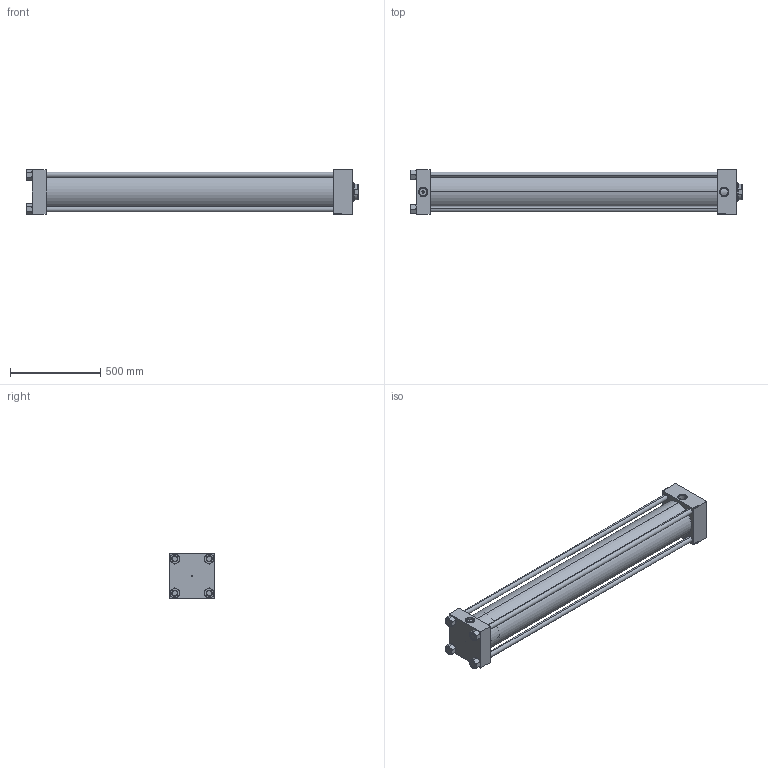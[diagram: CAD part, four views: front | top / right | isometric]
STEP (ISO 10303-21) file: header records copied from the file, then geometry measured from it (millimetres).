
FILE_DESCRIPTION (( 'STEP AP203' ), '1' );
FILE_NAME ('fbb7.STEP', '2023-08-23T03:15:18', ( '' ), ( '' ), 'SwSTEP 2.0', 'SolidWorks 2019', '' );
FILE_SCHEMA (( 'CONFIG_CONTROL_DESIGN' ));
Length unit declared in the file: millimetre
Products named in the file (6): NUT_M5_C f54216da4f2149c71e2514220ad857fb; V215_VC_A f54216da4f2149c71e2514220ad857fb; V215CR_C_Body f54216da4f2149c71e2514220ad857fb; fbb7; V215CR_VCP_C f54216da4f2149c71e2514220ad857fb; V215CR_C_TYCINKA f54216da4f2149c71e2514220ad857fb
Assembly tree (11 placements, depth 2):
  fbb7
    V215CR_C_Body f54216da4f2149c71e2514220ad857fb
    V215CR_VCP_C f54216da4f2149c71e2514220ad857fb
    NUT_M5_C f54216da4f2149c71e2514220ad857fb  x4
    V215CR_C_TYCINKA f54216da4f2149c71e2514220ad857fb  x4
    V215_VC_A f54216da4f2149c71e2514220ad857fb
Bounding box: 1836 x 245 x 249.44 mm (x, y, z)
Volume: 29873672.7 mm3; surface area: 3903462 mm2
Topology: 11 solids, 11 shells, 1196 faces, 3034 edges, 1977 vertices
Faces by surface type: plane 574, bspline 392, cone 136, cylinder 86, torus 8
Entity records: 50742 total; most frequent: CARTESIAN_POINT 27252, ORIENTED_EDGE 5332, DIRECTION 3376, EDGE_CURVE 2666, VERTEX_POINT 1755, VECTOR 1614, LINE 1614, EDGE_LOOP 1169
